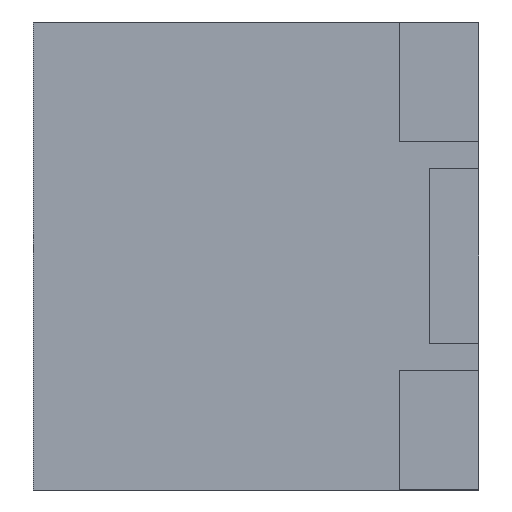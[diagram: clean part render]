
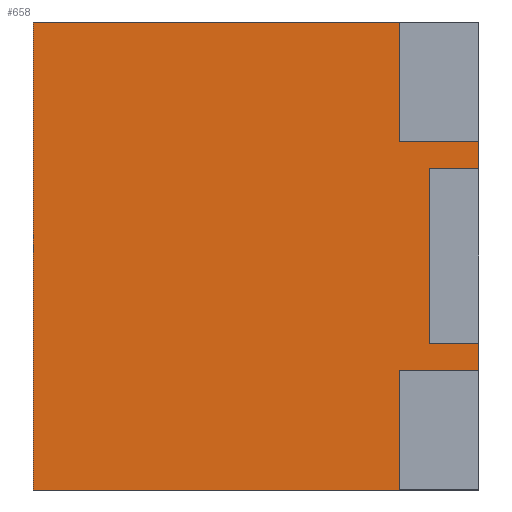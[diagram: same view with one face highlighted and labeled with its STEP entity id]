
A CAD part, left-side view. The second image highlights one B-rep face of the part: STEP entity #658.
In plain terms, the highlighted planar face has unit normal (-1, 0, 0).
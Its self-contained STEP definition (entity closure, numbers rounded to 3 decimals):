
#9 = VERTEX_POINT ( 'NONE', #927 ) ;
#12 = VECTOR ( 'NONE', #21, 1000. ) ;
#21 = DIRECTION ( 'NONE',  ( 0., 0., 1. ) ) ;
#37 = VECTOR ( 'NONE', #915, 1000. ) ;
#56 = VECTOR ( 'NONE', #732, 1000. ) ;
#57 = ORIENTED_EDGE ( 'NONE', *, *, #370, .T. ) ;
#73 = LINE ( 'NONE', #494, #37 ) ;
#84 = EDGE_CURVE ( 'NONE', #725, #454, #855, .T. ) ;
#91 = LINE ( 'NONE', #412, #1094 ) ;
#96 = DIRECTION ( 'NONE',  ( 1., 0., 0. ) ) ;
#103 = EDGE_CURVE ( 'NONE', #473, #441, #91, .T. ) ;
#141 = VERTEX_POINT ( 'NONE', #971 ) ;
#144 = CARTESIAN_POINT ( 'NONE',  ( 112.9, 40., -14.7 ) ) ;
#153 = DIRECTION ( 'NONE',  ( 0., 0., -1. ) ) ;
#179 = VECTOR ( 'NONE', #535, 1000. ) ;
#186 = CARTESIAN_POINT ( 'NONE',  ( 112.9, 17., 5.5 ) ) ;
#209 = CARTESIAN_POINT ( 'NONE',  ( 112.9, 17., 0. ) ) ;
#214 = EDGE_CURVE ( 'NONE', #725, #9, #916, .T. ) ;
#228 = LINE ( 'NONE', #532, #428 ) ;
#272 = CARTESIAN_POINT ( 'NONE',  ( 112.9, 33.8, -14.7 ) ) ;
#295 = EDGE_CURVE ( 'NONE', #827, #1271, #1148, .T. ) ;
#308 = VECTOR ( 'NONE', #1013, 1000. ) ;
#311 = PLANE ( 'NONE',  #910 ) ;
#362 = LINE ( 'NONE', #482, #1127 ) ;
#370 = EDGE_CURVE ( 'NONE', #563, #750, #1202, .T. ) ;
#373 = DIRECTION ( 'NONE',  ( 0., -1., 0. ) ) ;
#412 = CARTESIAN_POINT ( 'NONE',  ( 112.9, 12., 0. ) ) ;
#418 = DIRECTION ( 'NONE',  ( 0., 0., 1. ) ) ;
#428 = VECTOR ( 'NONE', #975, 1000. ) ;
#441 = VERTEX_POINT ( 'NONE', #937 ) ;
#454 = VERTEX_POINT ( 'NONE', #923 ) ;
#473 = VERTEX_POINT ( 'NONE', #833 ) ;
#475 = CARTESIAN_POINT ( 'NONE',  ( 112.9, 17., 14.7 ) ) ;
#479 = VERTEX_POINT ( 'NONE', #1163 ) ;
#482 = CARTESIAN_POINT ( 'NONE',  ( 112.9, 33.8, 14.7 ) ) ;
#494 = CARTESIAN_POINT ( 'NONE',  ( 112.9, 12., 0. ) ) ;
#523 = DIRECTION ( 'NONE',  ( 0., 0., 1. ) ) ;
#524 = CARTESIAN_POINT ( 'NONE',  ( 112.9, 15.1, -5.5 ) ) ;
#532 = CARTESIAN_POINT ( 'NONE',  ( 112.9, 17., -5.5 ) ) ;
#535 = DIRECTION ( 'NONE',  ( 0., 0., 1. ) ) ;
#563 = VERTEX_POINT ( 'NONE', #992 ) ;
#569 = ORIENTED_EDGE ( 'NONE', *, *, #1106, .T. ) ;
#577 = VECTOR ( 'NONE', #418, 1000. ) ;
#609 = ORIENTED_EDGE ( 'NONE', *, *, #1019, .T. ) ;
#634 = CARTESIAN_POINT ( 'NONE',  ( 112.9, 40., 14.7 ) ) ;
#638 = VECTOR ( 'NONE', #1374, 1000. ) ;
#656 = ORIENTED_EDGE ( 'NONE', *, *, #670, .F. ) ;
#658 = ADVANCED_FACE ( 'NONE', ( #1283 ), #311, .F. ) ;
#670 = EDGE_CURVE ( 'NONE', #563, #441, #679, .T. ) ;
#679 = LINE ( 'NONE', #688, #308 ) ;
#688 = CARTESIAN_POINT ( 'NONE',  ( 112.9, 17., 7.2 ) ) ;
#725 = VERTEX_POINT ( 'NONE', #144 ) ;
#732 = DIRECTION ( 'NONE',  ( 0., 0., -1. ) ) ;
#733 = ORIENTED_EDGE ( 'NONE', *, *, #1125, .T. ) ;
#737 = ORIENTED_EDGE ( 'NONE', *, *, #772, .T. ) ;
#750 = VERTEX_POINT ( 'NONE', #475 ) ;
#764 = ORIENTED_EDGE ( 'NONE', *, *, #1386, .F. ) ;
#772 = EDGE_CURVE ( 'NONE', #9, #479, #1197, .T. ) ;
#827 = VERTEX_POINT ( 'NONE', #1073 ) ;
#833 = CARTESIAN_POINT ( 'NONE',  ( 112.9, 12., 5.5 ) ) ;
#855 = LINE ( 'NONE', #634, #577 ) ;
#870 = ORIENTED_EDGE ( 'NONE', *, *, #214, .T. ) ;
#877 = ORIENTED_EDGE ( 'NONE', *, *, #295, .F. ) ;
#910 = AXIS2_PLACEMENT_3D ( 'NONE', #1172, #96, #153 ) ;
#915 = DIRECTION ( 'NONE',  ( 0., 0., 1. ) ) ;
#916 = LINE ( 'NONE', #272, #1256 ) ;
#923 = CARTESIAN_POINT ( 'NONE',  ( 112.9, 40., 14.7 ) ) ;
#927 = CARTESIAN_POINT ( 'NONE',  ( 112.9, 17., -14.7 ) ) ;
#932 = VECTOR ( 'NONE', #936, 1000. ) ;
#936 = DIRECTION ( 'NONE',  ( 0., -1., 0. ) ) ;
#937 = CARTESIAN_POINT ( 'NONE',  ( 112.9, 12., 7.2 ) ) ;
#967 = EDGE_CURVE ( 'NONE', #454, #750, #362, .T. ) ;
#970 = CARTESIAN_POINT ( 'NONE',  ( 112.9, 17., 0. ) ) ;
#971 = CARTESIAN_POINT ( 'NONE',  ( 112.9, 12., -7.2 ) ) ;
#975 = DIRECTION ( 'NONE',  ( 0., -1., 0. ) ) ;
#982 = EDGE_LOOP ( 'NONE', ( #764, #877, #609, #1337, #656, #57, #1255, #1041, #870, #737, #569, #733 ) ) ;
#992 = CARTESIAN_POINT ( 'NONE',  ( 112.9, 17., 7.2 ) ) ;
#1013 = DIRECTION ( 'NONE',  ( 0., -1., 0. ) ) ;
#1019 = EDGE_CURVE ( 'NONE', #827, #473, #1037, .T. ) ;
#1037 = LINE ( 'NONE', #186, #932 ) ;
#1041 = ORIENTED_EDGE ( 'NONE', *, *, #84, .F. ) ;
#1059 = LINE ( 'NONE', #1365, #638 ) ;
#1073 = CARTESIAN_POINT ( 'NONE',  ( 112.9, 15.1, 5.5 ) ) ;
#1094 = VECTOR ( 'NONE', #523, 1000. ) ;
#1106 = EDGE_CURVE ( 'NONE', #479, #141, #1059, .T. ) ;
#1109 = CARTESIAN_POINT ( 'NONE',  ( 112.9, 12., -5.5 ) ) ;
#1125 = EDGE_CURVE ( 'NONE', #141, #1317, #73, .T. ) ;
#1127 = VECTOR ( 'NONE', #373, 1000. ) ;
#1136 = CARTESIAN_POINT ( 'NONE',  ( 112.9, 15.1, 5.5 ) ) ;
#1148 = LINE ( 'NONE', #1136, #56 ) ;
#1163 = CARTESIAN_POINT ( 'NONE',  ( 112.9, 17., -7.2 ) ) ;
#1172 = CARTESIAN_POINT ( 'NONE',  ( 112.9, 17., 0. ) ) ;
#1197 = LINE ( 'NONE', #970, #179 ) ;
#1202 = LINE ( 'NONE', #209, #12 ) ;
#1255 = ORIENTED_EDGE ( 'NONE', *, *, #967, .F. ) ;
#1256 = VECTOR ( 'NONE', #1361, 1000. ) ;
#1271 = VERTEX_POINT ( 'NONE', #524 ) ;
#1283 = FACE_OUTER_BOUND ( 'NONE', #982, .T. ) ;
#1317 = VERTEX_POINT ( 'NONE', #1109 ) ;
#1337 = ORIENTED_EDGE ( 'NONE', *, *, #103, .T. ) ;
#1361 = DIRECTION ( 'NONE',  ( 0., -1., 0. ) ) ;
#1365 = CARTESIAN_POINT ( 'NONE',  ( 112.9, 17., -7.2 ) ) ;
#1374 = DIRECTION ( 'NONE',  ( 0., -1., 0. ) ) ;
#1386 = EDGE_CURVE ( 'NONE', #1271, #1317, #228, .T. ) ;
